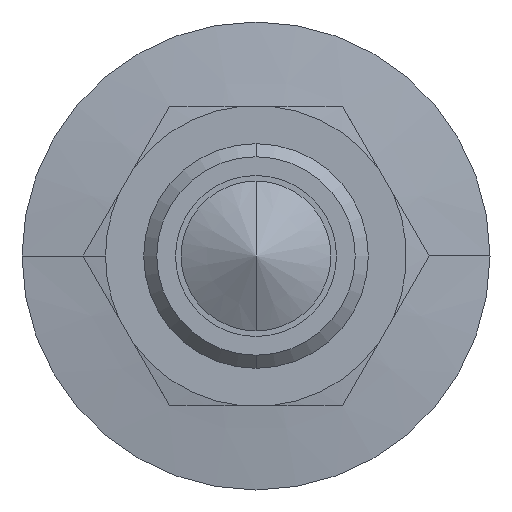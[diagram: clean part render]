
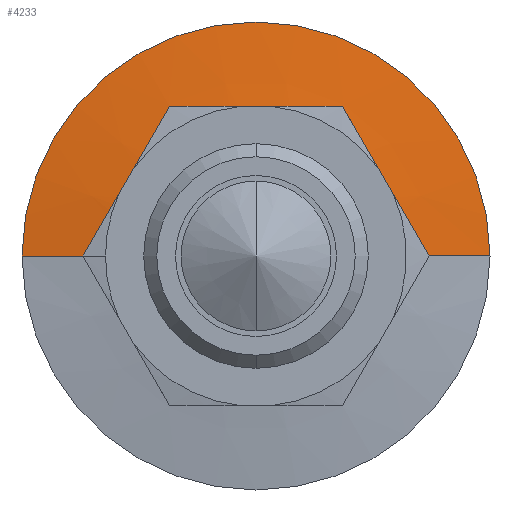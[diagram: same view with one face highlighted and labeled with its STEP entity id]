
A CAD part, front view. The second image highlights one B-rep face of the part: STEP entity #4233.
In plain terms, the highlighted conical face has half-angle 82.763 degrees and reference radius 3.1 mm.
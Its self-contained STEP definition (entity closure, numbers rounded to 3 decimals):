
#113 = CARTESIAN_POINT ( 'NONE',  ( 0., 0., 0. ) ) ;
#163 = VERTEX_POINT ( 'NONE', #3490 ) ;
#241 = DIRECTION ( 'NONE',  ( 1., 0., 0. ) ) ;
#256 = CARTESIAN_POINT ( 'NONE',  ( 0., 0., 0. ) ) ;
#270 = DIRECTION ( 'NONE',  ( 0., -1., 0. ) ) ;
#439 = DIRECTION ( 'NONE',  ( -1., 0., 0. ) ) ;
#498 = EDGE_CURVE ( 'NONE', #2339, #163, #1078, .T. ) ;
#830 = DIRECTION ( 'NONE',  ( 1., 0., 0. ) ) ;
#838 = ORIENTED_EDGE ( 'NONE', *, *, #3271, .T. ) ;
#1078 = LINE ( 'NONE', #3991, #2376 ) ;
#1090 = CIRCLE ( 'NONE', #2327, 3.1 ) ;
#1128 = VERTEX_POINT ( 'NONE', #2957 ) ;
#1133 = CARTESIAN_POINT ( 'NONE',  ( -3.1, 0., 0. ) ) ;
#1278 = AXIS2_PLACEMENT_3D ( 'NONE', #3819, #1798, #830 ) ;
#1798 = DIRECTION ( 'NONE',  ( 0., -1., 0. ) ) ;
#1977 = AXIS2_PLACEMENT_3D ( 'NONE', #113, #3816, #439 ) ;
#2096 = ORIENTED_EDGE ( 'NONE', *, *, #2398, .T. ) ;
#2327 = AXIS2_PLACEMENT_3D ( 'NONE', #256, #270, #241 ) ;
#2339 = VERTEX_POINT ( 'NONE', #1133 ) ;
#2340 = VECTOR ( 'NONE', #4239, 1000. ) ;
#2376 = VECTOR ( 'NONE', #4327, 1000. ) ;
#2398 = EDGE_CURVE ( 'NONE', #3336, #1128, #4174, .T. ) ;
#2615 = ORIENTED_EDGE ( 'NONE', *, *, #498, .F. ) ;
#2957 = CARTESIAN_POINT ( 'NONE',  ( 6.25, 0.4, 0. ) ) ;
#3014 = ORIENTED_EDGE ( 'NONE', *, *, #3611, .F. ) ;
#3271 = EDGE_CURVE ( 'NONE', #1128, #163, #3909, .T. ) ;
#3336 = VERTEX_POINT ( 'NONE', #3483 ) ;
#3483 = CARTESIAN_POINT ( 'NONE',  ( 3.1, 0., 0. ) ) ;
#3490 = CARTESIAN_POINT ( 'NONE',  ( -6.25, 0.4, 0. ) ) ;
#3611 = EDGE_CURVE ( 'NONE', #3336, #2339, #1090, .T. ) ;
#3746 = FACE_OUTER_BOUND ( 'NONE', #4015, .T. ) ;
#3816 = DIRECTION ( 'NONE',  ( 0., 1., 0. ) ) ;
#3819 = CARTESIAN_POINT ( 'NONE',  ( 0., 0.4, 0. ) ) ;
#3830 = CARTESIAN_POINT ( 'NONE',  ( 3.1, 0., 0. ) ) ;
#3909 = CIRCLE ( 'NONE', #1278, 6.25 ) ;
#3991 = CARTESIAN_POINT ( 'NONE',  ( -3.1, 0., 0. ) ) ;
#4015 = EDGE_LOOP ( 'NONE', ( #3014, #2096, #838, #2615 ) ) ;
#4174 = LINE ( 'NONE', #3830, #2340 ) ;
#4233 = ADVANCED_FACE ( 'NONE', ( #3746 ), #4268, .T. ) ;
#4239 = DIRECTION ( 'NONE',  ( 0.992, 0.126, 0. ) ) ;
#4268 = CONICAL_SURFACE ( 'NONE', #1977, 3.1, 1.444 ) ;
#4327 = DIRECTION ( 'NONE',  ( -0.992, 0.126, 0. ) ) ;
